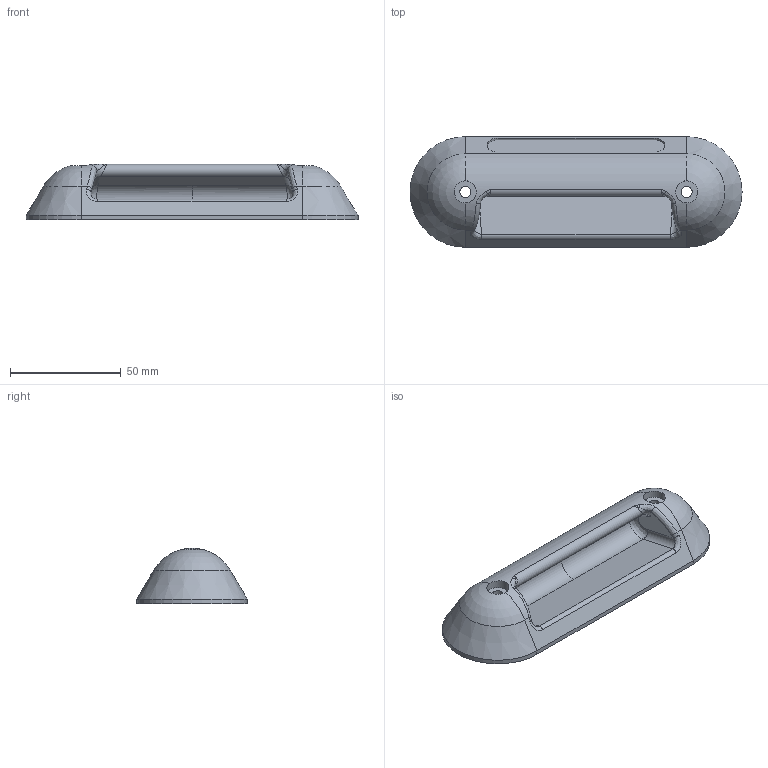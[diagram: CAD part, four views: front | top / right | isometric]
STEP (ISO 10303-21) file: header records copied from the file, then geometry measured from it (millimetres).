
FILE_DESCRIPTION(('FreeCAD Model'),'2;1');
FILE_NAME('Open CASCADE Shape Model','2023-11-26T19:28:16',(''),(''), 'Open CASCADE STEP processor 7.6','FreeCAD','Unknown');
FILE_SCHEMA(('AUTOMOTIVE_DESIGN { 1 0 10303 214 1 1 1 1 }'));
Length unit declared in the file: millimetre
Products named in the file (1): Pocket002
Bounding box: 150 x 50 x 25 mm (x, y, z)
Volume: 80195.7 mm3; surface area: 22363.3 mm2
Topology: 1 solids, 1 shells, 55 faces, 142 edges, 90 vertices
Faces by surface type: cylinder 21, plane 16, bspline 14, cone 2, sphere 2
Full cylindrical faces by diameter (mm): 5 x2, 10 x2
Entity records: 7027 total; most frequent: CARTESIAN_POINT 4436, DIRECTION 410, ORIENTED_EDGE 284, PCURVE 284, DEFINITIONAL_REPRESENTATION 284, LINE 237, VECTOR 237, EDGE_CURVE 142
